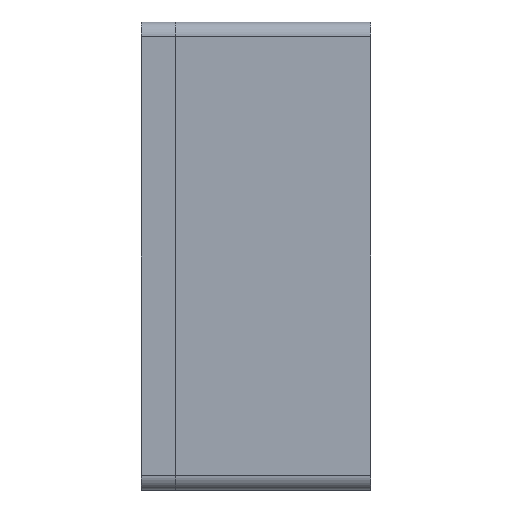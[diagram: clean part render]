
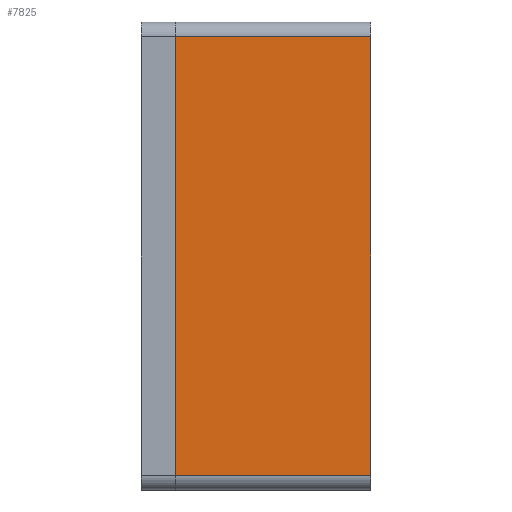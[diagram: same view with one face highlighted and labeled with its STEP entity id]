
A CAD part, left-side view. The second image highlights one B-rep face of the part: STEP entity #7825.
In plain terms, the highlighted planar face has unit normal (-1, 0, 0).
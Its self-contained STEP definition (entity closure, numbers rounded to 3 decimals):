
#579=PLANE('',#8294);
#932=FACE_OUTER_BOUND('',#1373,.T.);
#1373=EDGE_LOOP('',(#6564,#6565,#6566,#6567));
#1758=LINE('',#22275,#2390);
#1911=LINE('',#22652,#2543);
#1912=LINE('',#22654,#2544);
#1913=LINE('',#22655,#2545);
#2390=VECTOR('',#9132,10.);
#2543=VECTOR('',#9469,10.);
#2544=VECTOR('',#9470,10.);
#2545=VECTOR('',#9471,10.);
#3507=VERTEX_POINT('',#22272);
#3508=VERTEX_POINT('',#22274);
#3640=VERTEX_POINT('',#22651);
#3641=VERTEX_POINT('',#22653);
#4482=EDGE_CURVE('',#3507,#3508,#1758,.T.);
#4669=EDGE_CURVE('',#3640,#3507,#1911,.T.);
#4670=EDGE_CURVE('',#3641,#3640,#1912,.T.);
#4671=EDGE_CURVE('',#3641,#3508,#1913,.T.);
#6564=ORIENTED_EDGE('',*,*,#4669,.F.);
#6565=ORIENTED_EDGE('',*,*,#4670,.F.);
#6566=ORIENTED_EDGE('',*,*,#4671,.T.);
#6567=ORIENTED_EDGE('',*,*,#4482,.F.);
#7825=ADVANCED_FACE('',(#932),#579,.T.);
#8294=AXIS2_PLACEMENT_3D('',#22650,#9467,#9468);
#9132=DIRECTION('',(0.,0.,1.));
#9467=DIRECTION('center_axis',(-1.,0.,0.));
#9468=DIRECTION('ref_axis',(0.,0.,1.));
#9469=DIRECTION('',(0.,1.,0.));
#9470=DIRECTION('',(0.,0.,-1.));
#9471=DIRECTION('',(0.,1.,0.));
#22272=CARTESIAN_POINT('',(-60.,40.,-44.875));
#22274=CARTESIAN_POINT('',(-60.,40.,44.875));
#22275=CARTESIAN_POINT('',(-60.,40.,44.875));
#22650=CARTESIAN_POINT('Origin',(-60.,0.,-44.875));
#22651=CARTESIAN_POINT('',(-60.,0.,-44.875));
#22652=CARTESIAN_POINT('',(-60.,0.,-44.875));
#22653=CARTESIAN_POINT('',(-60.,0.,44.875));
#22654=CARTESIAN_POINT('',(-60.,0.,44.875));
#22655=CARTESIAN_POINT('',(-60.,0.,44.875));
